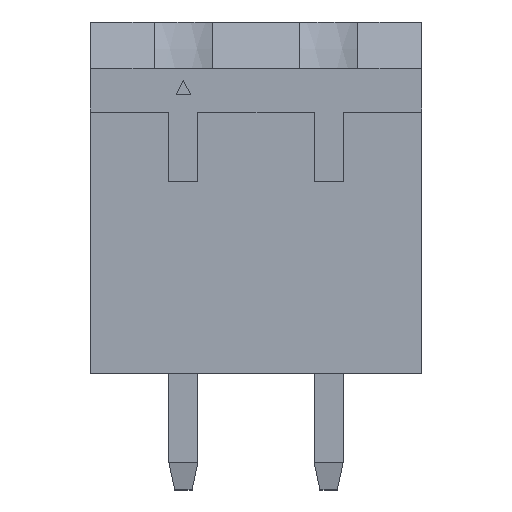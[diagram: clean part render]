
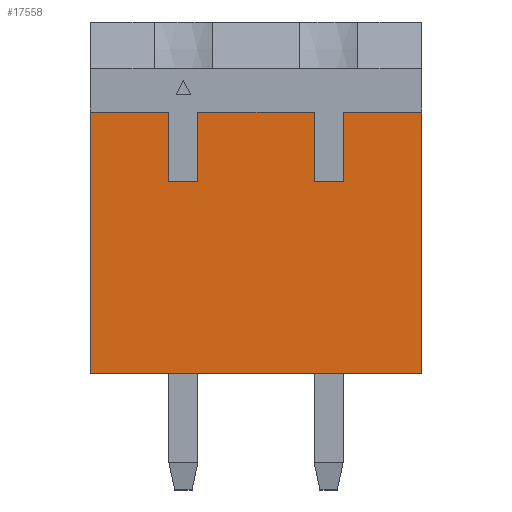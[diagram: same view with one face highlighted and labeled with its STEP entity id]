
A CAD part, top view. The second image highlights one B-rep face of the part: STEP entity #17558.
In plain terms, the highlighted planar face has unit normal (0, 0, 1).
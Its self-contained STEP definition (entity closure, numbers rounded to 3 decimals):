
#207 = CARTESIAN_POINT ( 'NONE',  ( 11.4, 9., 7.8 ) ) ;
#465 = CARTESIAN_POINT ( 'NONE',  ( 8.7, 6.6, 7.8 ) ) ;
#1412 = CARTESIAN_POINT ( 'NONE',  ( 3.7, 9., 7.8 ) ) ;
#1686 = EDGE_CURVE ( 'NONE', #20377, #21824, #19195, .T. ) ;
#1722 = DIRECTION ( 'NONE',  ( 0., -1., 0. ) ) ;
#1835 = CARTESIAN_POINT ( 'NONE',  ( 11.4, 9., 7.8 ) ) ;
#1932 = VECTOR ( 'NONE', #8431, 1000. ) ;
#1992 = VECTOR ( 'NONE', #22945, 1000. ) ;
#2070 = VECTOR ( 'NONE', #6572, 1000. ) ;
#2462 = CARTESIAN_POINT ( 'NONE',  ( 0., 9., 7.8 ) ) ;
#2542 = DIRECTION ( 'NONE',  ( 0., 1., 0. ) ) ;
#2548 = ORIENTED_EDGE ( 'NONE', *, *, #23172, .T. ) ;
#2802 = CARTESIAN_POINT ( 'NONE',  ( 3.7, 9., 7.8 ) ) ;
#2934 = ORIENTED_EDGE ( 'NONE', *, *, #12969, .F. ) ;
#2982 = LINE ( 'NONE', #12859, #10125 ) ;
#3148 = AXIS2_PLACEMENT_3D ( 'NONE', #15856, #5648, #16188 ) ;
#3296 = ORIENTED_EDGE ( 'NONE', *, *, #3591, .T. ) ;
#3591 = EDGE_CURVE ( 'NONE', #10346, #6989, #15607, .T. ) ;
#3837 = EDGE_CURVE ( 'NONE', #6093, #13814, #6581, .T. ) ;
#3958 = DIRECTION ( 'NONE',  ( -1., 0., 0. ) ) ;
#4283 = EDGE_CURVE ( 'NONE', #7620, #10192, #12812, .T. ) ;
#4380 = VECTOR ( 'NONE', #10179, 1000. ) ;
#4917 = VECTOR ( 'NONE', #13977, 1000. ) ;
#5193 = CARTESIAN_POINT ( 'NONE',  ( 3.7, 6.6, 7.8 ) ) ;
#5252 = ORIENTED_EDGE ( 'NONE', *, *, #22683, .F. ) ;
#5648 = DIRECTION ( 'NONE',  ( 0., 0., 1. ) ) ;
#6051 = LINE ( 'NONE', #14930, #17319 ) ;
#6093 = VERTEX_POINT ( 'NONE', #11992 ) ;
#6442 = CARTESIAN_POINT ( 'NONE',  ( 8.7, 9., 7.8 ) ) ;
#6572 = DIRECTION ( 'NONE',  ( -1., 0., 0. ) ) ;
#6581 = LINE ( 'NONE', #20950, #14193 ) ;
#6840 = CARTESIAN_POINT ( 'NONE',  ( 11.4, 0., 7.8 ) ) ;
#6916 = VECTOR ( 'NONE', #18233, 1000. ) ;
#6989 = VERTEX_POINT ( 'NONE', #9104 ) ;
#7327 = DIRECTION ( 'NONE',  ( 0., -1., 0. ) ) ;
#7519 = CARTESIAN_POINT ( 'NONE',  ( 8.7, 9., 7.8 ) ) ;
#7620 = VERTEX_POINT ( 'NONE', #11622 ) ;
#8431 = DIRECTION ( 'NONE',  ( 0., -1., 0. ) ) ;
#8670 = ORIENTED_EDGE ( 'NONE', *, *, #1686, .T. ) ;
#9051 = PLANE ( 'NONE',  #3148 ) ;
#9104 = CARTESIAN_POINT ( 'NONE',  ( 7.7, 6.6, 7.8 ) ) ;
#9289 = EDGE_CURVE ( 'NONE', #7620, #23034, #17765, .T. ) ;
#9457 = ORIENTED_EDGE ( 'NONE', *, *, #17555, .T. ) ;
#9574 = LINE ( 'NONE', #13335, #6916 ) ;
#10125 = VECTOR ( 'NONE', #7327, 1000. ) ;
#10179 = DIRECTION ( 'NONE',  ( 0., -1., 0. ) ) ;
#10192 = VERTEX_POINT ( 'NONE', #2462 ) ;
#10346 = VERTEX_POINT ( 'NONE', #465 ) ;
#10415 = LINE ( 'NONE', #5193, #2070 ) ;
#10691 = ORIENTED_EDGE ( 'NONE', *, *, #4283, .T. ) ;
#10822 = ORIENTED_EDGE ( 'NONE', *, *, #22001, .F. ) ;
#10967 = DIRECTION ( 'NONE',  ( -1., 0., 0. ) ) ;
#11622 = CARTESIAN_POINT ( 'NONE',  ( 2.7, 9., 7.8 ) ) ;
#11738 = ORIENTED_EDGE ( 'NONE', *, *, #3837, .T. ) ;
#11992 = CARTESIAN_POINT ( 'NONE',  ( 11.4, 0., 7.8 ) ) ;
#12687 = LINE ( 'NONE', #207, #22971 ) ;
#12812 = LINE ( 'NONE', #20032, #14049 ) ;
#12859 = CARTESIAN_POINT ( 'NONE',  ( 7.7, 9., 7.8 ) ) ;
#12969 = EDGE_CURVE ( 'NONE', #20382, #10192, #9574, .T. ) ;
#13335 = CARTESIAN_POINT ( 'NONE',  ( 0., 9., 7.8 ) ) ;
#13704 = CARTESIAN_POINT ( 'NONE',  ( 2.7, 6.6, 7.8 ) ) ;
#13784 = EDGE_CURVE ( 'NONE', #18781, #10346, #22450, .T. ) ;
#13814 = VERTEX_POINT ( 'NONE', #1835 ) ;
#13977 = DIRECTION ( 'NONE',  ( -1., 0., 0. ) ) ;
#14049 = VECTOR ( 'NONE', #3958, 1000. ) ;
#14193 = VECTOR ( 'NONE', #2542, 1000. ) ;
#14930 = CARTESIAN_POINT ( 'NONE',  ( 11.4, 9., 7.8 ) ) ;
#15607 = LINE ( 'NONE', #22830, #1992 ) ;
#15856 = CARTESIAN_POINT ( 'NONE',  ( 11.4, 9., 7.8 ) ) ;
#15919 = CARTESIAN_POINT ( 'NONE',  ( 2.7, 9., 7.8 ) ) ;
#16003 = ORIENTED_EDGE ( 'NONE', *, *, #9289, .F. ) ;
#16188 = DIRECTION ( 'NONE',  ( 1., 0., 0. ) ) ;
#17319 = VECTOR ( 'NONE', #10967, 1000. ) ;
#17555 = EDGE_CURVE ( 'NONE', #18858, #20377, #12687, .T. ) ;
#17558 = ADVANCED_FACE ( 'NONE', ( #19698 ), #9051, .T. ) ;
#17603 = CARTESIAN_POINT ( 'NONE',  ( 3.7, 6.6, 7.8 ) ) ;
#17675 = ORIENTED_EDGE ( 'NONE', *, *, #13784, .T. ) ;
#17765 = LINE ( 'NONE', #15919, #18796 ) ;
#18233 = DIRECTION ( 'NONE',  ( 0., 1., 0. ) ) ;
#18368 = EDGE_CURVE ( 'NONE', #21824, #23034, #10415, .T. ) ;
#18781 = VERTEX_POINT ( 'NONE', #7519 ) ;
#18796 = VECTOR ( 'NONE', #1722, 1000. ) ;
#18858 = VERTEX_POINT ( 'NONE', #20393 ) ;
#19195 = LINE ( 'NONE', #1412, #1932 ) ;
#19698 = FACE_OUTER_BOUND ( 'NONE', #21006, .T. ) ;
#20032 = CARTESIAN_POINT ( 'NONE',  ( 11.4, 9., 7.8 ) ) ;
#20377 = VERTEX_POINT ( 'NONE', #2802 ) ;
#20382 = VERTEX_POINT ( 'NONE', #20492 ) ;
#20393 = CARTESIAN_POINT ( 'NONE',  ( 7.7, 9., 7.8 ) ) ;
#20492 = CARTESIAN_POINT ( 'NONE',  ( 0., 0., 7.8 ) ) ;
#20950 = CARTESIAN_POINT ( 'NONE',  ( 11.4, 9., 7.8 ) ) ;
#21006 = EDGE_LOOP ( 'NONE', ( #17675, #3296, #5252, #9457, #8670, #21546, #16003, #10691, #2934, #10822, #11738, #2548 ) ) ;
#21540 = DIRECTION ( 'NONE',  ( -1., 0., 0. ) ) ;
#21546 = ORIENTED_EDGE ( 'NONE', *, *, #18368, .T. ) ;
#21824 = VERTEX_POINT ( 'NONE', #17603 ) ;
#22001 = EDGE_CURVE ( 'NONE', #6093, #20382, #22958, .T. ) ;
#22450 = LINE ( 'NONE', #6442, #4380 ) ;
#22683 = EDGE_CURVE ( 'NONE', #18858, #6989, #2982, .T. ) ;
#22830 = CARTESIAN_POINT ( 'NONE',  ( 8.7, 6.6, 7.8 ) ) ;
#22945 = DIRECTION ( 'NONE',  ( -1., 0., 0. ) ) ;
#22958 = LINE ( 'NONE', #6840, #4917 ) ;
#22971 = VECTOR ( 'NONE', #21540, 1000. ) ;
#23034 = VERTEX_POINT ( 'NONE', #13704 ) ;
#23172 = EDGE_CURVE ( 'NONE', #13814, #18781, #6051, .T. ) ;
